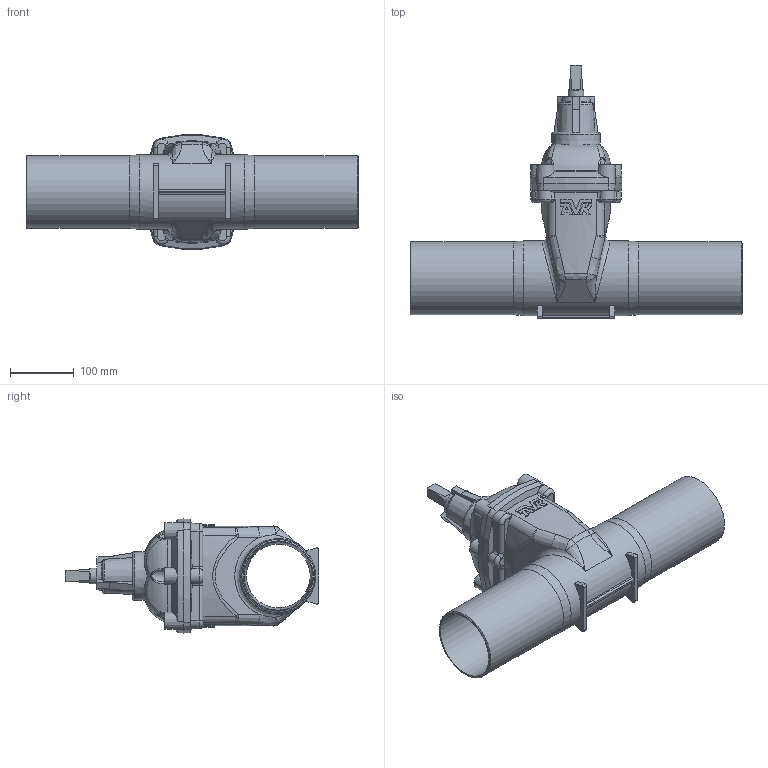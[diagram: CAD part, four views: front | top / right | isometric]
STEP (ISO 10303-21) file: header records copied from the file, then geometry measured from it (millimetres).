
FILE_DESCRIPTION (( 'STEP AP203' ), '1' );
FILE_NAME ('O_46_70_DN100_X1X_AA0_step.step', '2015-12-17T12:36:15', ( 'Windows User' ), ( 'AVK' ), 'SwSTEP 2.0', 'SolidWorks 2012', '' );
FILE_SCHEMA (( 'CONFIG_CONTROL_DESIGN' ));
Length unit declared in the file: millimetre
Products named in the file (1): O_46_70_DN100_X1X_AA0_step
Bounding box: 520 x 397.3 x 178.63 mm (x, y, z)
Volume: 3955212.9 mm3; surface area: 481317.9 mm2
Topology: 1 solids, 1 shells, 329 faces, 870 edges, 541 vertices
Faces by surface type: plane 100, bspline 86, cylinder 57, cone 55, torus 31
Full cylindrical faces by diameter (mm): 24.6 x1, 100 x1, 107.1 x2, 114.3 x2, 117 x1
Entity records: 15823 total; most frequent: CARTESIAN_POINT 8680, ORIENTED_EDGE 1666, DIRECTION 1216, EDGE_CURVE 833, VERTEX_POINT 532, AXIS2_PLACEMENT_3D 522, EDGE_LOOP 357, B_SPLINE_CURVE_WITH_KNOTS 351
